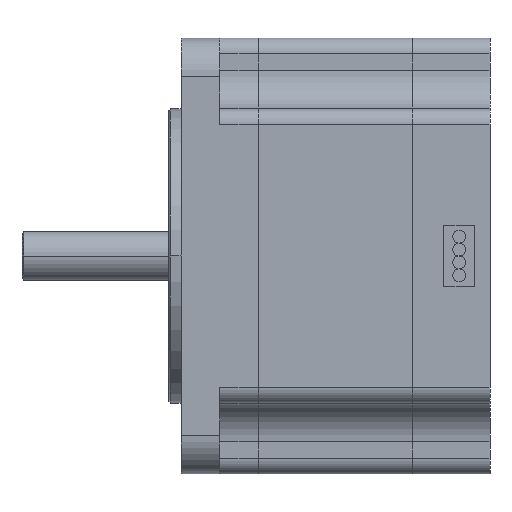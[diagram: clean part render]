
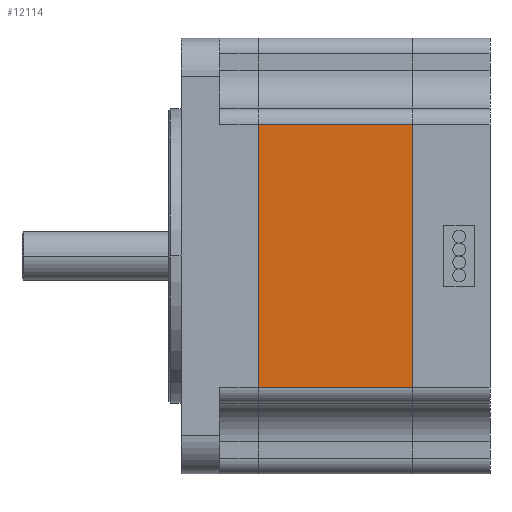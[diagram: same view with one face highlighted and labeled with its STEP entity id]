
A CAD part, front view. The second image highlights one B-rep face of the part: STEP entity #12114.
In plain terms, the highlighted planar face has unit normal (0, -1, 0).
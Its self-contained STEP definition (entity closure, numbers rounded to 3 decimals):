
#339 = LINE ( 'NONE', #10387, #1410 ) ;
#1059 = CARTESIAN_POINT ( 'NONE',  ( 10.01, -28.2, 17.05 ) ) ;
#1302 = VERTEX_POINT ( 'NONE', #7045 ) ;
#1410 = VECTOR ( 'NONE', #11390, 1000. ) ;
#1589 = EDGE_CURVE ( 'NONE', #4478, #10257, #4191, .T. ) ;
#2039 = ORIENTED_EDGE ( 'NONE', *, *, #9049, .F. ) ;
#2467 = DIRECTION ( 'NONE',  ( 0., 0., -1. ) ) ;
#2961 = CARTESIAN_POINT ( 'NONE',  ( 29.99, -28.2, 17.05 ) ) ;
#3294 = FACE_OUTER_BOUND ( 'NONE', #10301, .T. ) ;
#3337 = CARTESIAN_POINT ( 'NONE',  ( 29.99, -28.2, 17.05 ) ) ;
#3362 = VECTOR ( 'NONE', #2467, 1000. ) ;
#3491 = DIRECTION ( 'NONE',  ( 0., 0., 1. ) ) ;
#3553 = ORIENTED_EDGE ( 'NONE', *, *, #1589, .T. ) ;
#3747 = VECTOR ( 'NONE', #6891, 1000. ) ;
#3885 = VECTOR ( 'NONE', #6674, 1000. ) ;
#4179 = VERTEX_POINT ( 'NONE', #7025 ) ;
#4191 = LINE ( 'NONE', #1059, #3885 ) ;
#4455 = EDGE_CURVE ( 'NONE', #1302, #10257, #339, .T. ) ;
#4478 = VERTEX_POINT ( 'NONE', #5570 ) ;
#5570 = CARTESIAN_POINT ( 'NONE',  ( 10.01, -28.2, 17.05 ) ) ;
#6212 = CARTESIAN_POINT ( 'NONE',  ( 29.99, -28.2, 17.05 ) ) ;
#6674 = DIRECTION ( 'NONE',  ( 0., 0., -1. ) ) ;
#6891 = DIRECTION ( 'NONE',  ( -1., 0., 0. ) ) ;
#7025 = CARTESIAN_POINT ( 'NONE',  ( 29.99, -28.2, 17.05 ) ) ;
#7045 = CARTESIAN_POINT ( 'NONE',  ( 29.99, -28.2, -17.05 ) ) ;
#7652 = ORIENTED_EDGE ( 'NONE', *, *, #4455, .F. ) ;
#7852 = LINE ( 'NONE', #2961, #3747 ) ;
#8295 = DIRECTION ( 'NONE',  ( 0., 1., 0. ) ) ;
#9049 = EDGE_CURVE ( 'NONE', #4179, #1302, #11994, .T. ) ;
#9553 = CARTESIAN_POINT ( 'NONE',  ( 10.01, -28.2, -17.05 ) ) ;
#10122 = PLANE ( 'NONE',  #11904 ) ;
#10257 = VERTEX_POINT ( 'NONE', #9553 ) ;
#10301 = EDGE_LOOP ( 'NONE', ( #3553, #7652, #2039, #12465 ) ) ;
#10387 = CARTESIAN_POINT ( 'NONE',  ( 29.99, -28.2, -17.05 ) ) ;
#11390 = DIRECTION ( 'NONE',  ( -1., 0., 0. ) ) ;
#11828 = EDGE_CURVE ( 'NONE', #4179, #4478, #7852, .T. ) ;
#11904 = AXIS2_PLACEMENT_3D ( 'NONE', #3337, #8295, #3491 ) ;
#11994 = LINE ( 'NONE', #6212, #3362 ) ;
#12114 = ADVANCED_FACE ( 'NONE', ( #3294 ), #10122, .F. ) ;
#12465 = ORIENTED_EDGE ( 'NONE', *, *, #11828, .T. ) ;
